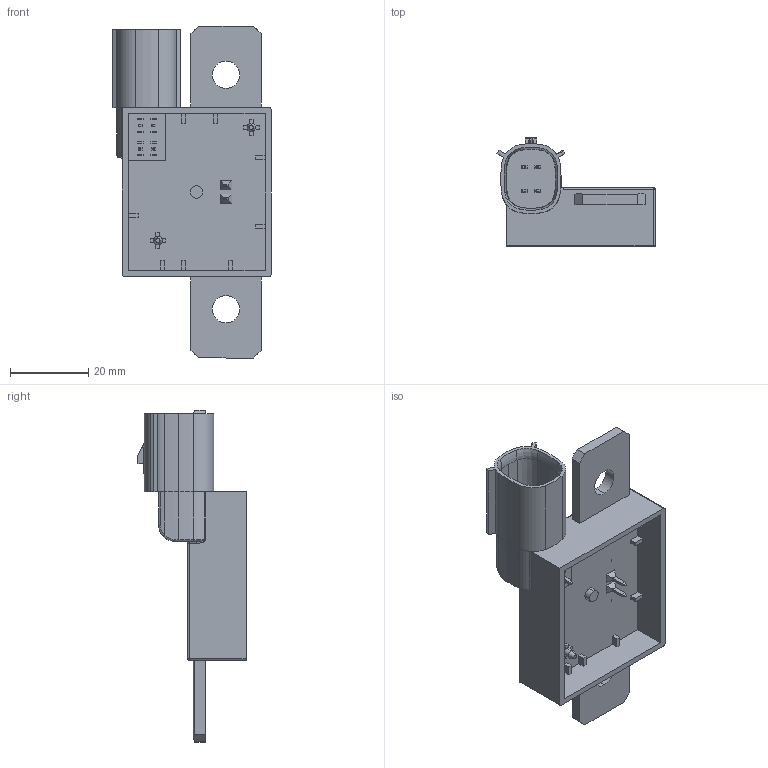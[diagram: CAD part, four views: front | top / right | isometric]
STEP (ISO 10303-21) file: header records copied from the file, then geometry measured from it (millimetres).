
FILE_DESCRIPTION (( 'STEP AP203' ), '1' );
FILE_NAME ('WSBM 8518 50 micro.. OHM.STEP', '2016-12-21T14:21:08', ( '' ), ( '' ), 'SwSTEP 2.0', 'SolidWorks 2016', '' );
FILE_SCHEMA (( 'CONFIG_CONTROL_DESIGN' ));
Length unit declared in the file: inch
Products named in the file (9): PIN-1001 FOR WSBS 100 E; WSBS 8518-20 50 MICRO..OHM; WSBM 8518 body 50 micro...; WSBM 8518 50 micro.. OHM; WSBS 8518 50 焜; WSBS 8518 50 焜_100 microohm
Assembly tree (5 placements, depth 3):
  WSBM 8518 50 micro.. OHM
    WSBS 8518-20 50 MICRO..OHM
      WSBS 8518 50 焜_100 microohm
      PIN-1001 FOR WSBS 100 E  x2
    WSBM 8518 body 50 micro...
  WSBS 8518 50 焜
  PIN-1001 FOR WSBS 100 E
  PIN-1001 FOR WSBS 100 E
  WSBM 8518 body 50 micro...
Bounding box: 40.49 x 27.67 x 84.99 mm (x, y, z)
Volume: 18578.8 mm3; surface area: 16936.4 mm2
Topology: 8 solids, 8 shells, 706 faces, 1925 edges, 1248 vertices
Faces by surface type: plane 545, cylinder 116, bspline 22, cone 14, torus 6, sphere 3
Entity records: 22386 total; most frequent: CARTESIAN_POINT 4516, ORIENTED_EDGE 3652, DIRECTION 3335, EDGE_CURVE 1826, LINE 1483, VECTOR 1483, VERTEX_POINT 1184, AXIS2_PLACEMENT_3D 926
